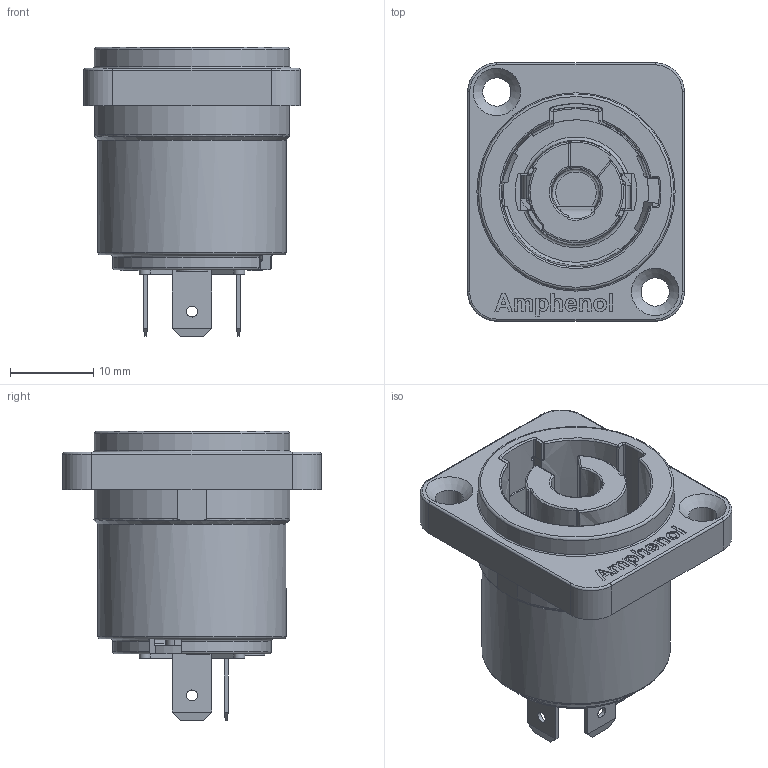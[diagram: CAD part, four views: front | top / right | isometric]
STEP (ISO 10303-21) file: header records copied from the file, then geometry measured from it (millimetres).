
FILE_DESCRIPTION((''),'2;1');
FILE_NAME('HP-3-MDGW.stp','2014-10-30T10:16:38',('thien'),(''),'Autodesk Inventor 2012','Autodesk Inventor 2012','');
FILE_SCHEMA(('AUTOMOTIVE_DESIGN { 1 0 10303 214 1 1 1 1 }'));
Length unit declared in the file: millimetre
Products named in the file (6): 55011014-000; 53480117-538; 52270005-331; 50300400-231; 50300399-231; 50390002-531-02
Assembly tree (6 placements, depth 2):
  55011014-000
    53480117-538
    52270005-331
    50300400-231
    50300399-231  x2
    50390002-531-02
Bounding box: 26 x 31 x 34.7 mm (x, y, z)
Volume: 6781.1 mm3; surface area: 11428.3 mm2
Topology: 6 solids, 6 shells, 788 faces, 2068 edges, 1309 vertices
Faces by surface type: plane 481, cylinder 176, bspline 61, torus 48, cone 14, sphere 8
Full cylindrical faces by diameter (mm): 1.3 x3, 3.4 x2, 3.5 x1, 3.8 x1, 16.992 x1, 20.6 x1, 21.6 x2, 22.6 x1, 23.5 x1
Entity records: 23092 total; most frequent: CARTESIAN_POINT 5570, ORIENTED_EDGE 3674, DIRECTION 3431, EDGE_CURVE 1837, VERTEX_POINT 1189, VECTOR 1153, LINE 1153, AXIS2_PLACEMENT_3D 1139
